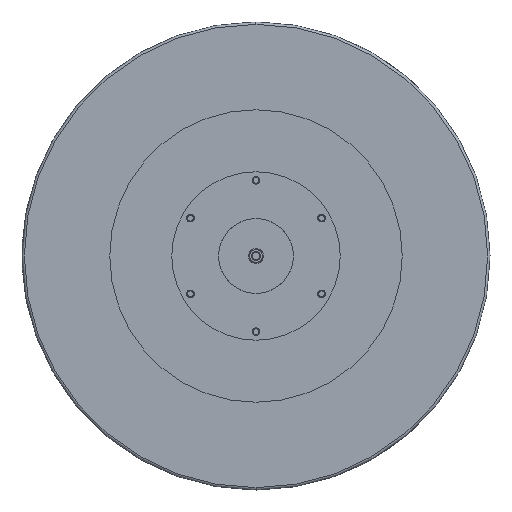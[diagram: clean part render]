
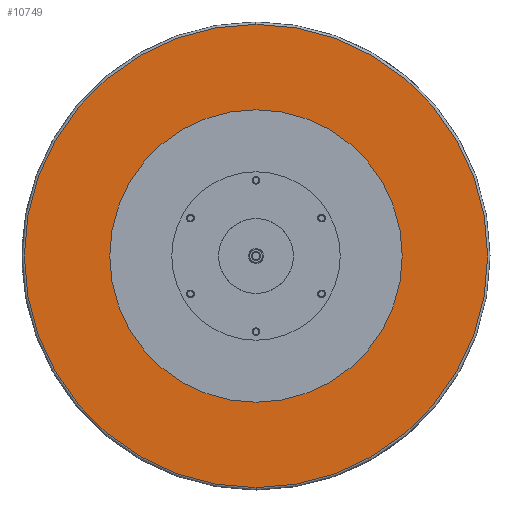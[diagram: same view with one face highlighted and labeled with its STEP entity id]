
A CAD part, left-side view. The second image highlights one B-rep face of the part: STEP entity #10749.
In plain terms, the highlighted planar face has unit normal (-1, 0, 0).
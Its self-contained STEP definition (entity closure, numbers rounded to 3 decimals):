
#1495 = DIRECTION ( 'NONE',  ( 0., 0., -1. ) ) ;
#1542 = DIRECTION ( 'NONE',  ( 1., 0., 0. ) ) ;
#1549 = CARTESIAN_POINT ( 'NONE',  ( -239., 0., 0. ) ) ;
#2260 = ORIENTED_EDGE ( 'NONE', *, *, #5602, .F. ) ;
#2445 = ORIENTED_EDGE ( 'NONE', *, *, #12567, .F. ) ;
#4579 = AXIS2_PLACEMENT_3D ( 'NONE', #5773, #24884, #6442 ) ;
#5602 = EDGE_CURVE ( 'NONE', #24401, #21213, #17383, .T. ) ;
#5773 = CARTESIAN_POINT ( 'NONE',  ( -239., 0., 0. ) ) ;
#6182 = EDGE_CURVE ( 'NONE', #21228, #23524, #10440, .T. ) ;
#6442 = DIRECTION ( 'NONE',  ( 0., 0., -1. ) ) ;
#8578 = CARTESIAN_POINT ( 'NONE',  ( -239., 0., -990. ) ) ;
#8750 = CIRCLE ( 'NONE', #4579, 990. ) ;
#10363 = FACE_BOUND ( 'NONE', #23526, .T. ) ;
#10440 = CIRCLE ( 'NONE', #11823, 625. ) ;
#10514 = EDGE_CURVE ( 'NONE', #23524, #21228, #24135, .T. ) ;
#10725 = ORIENTED_EDGE ( 'NONE', *, *, #10514, .T. ) ;
#10749 = ADVANCED_FACE ( 'NONE', ( #10363, #24418 ), #16125, .T. ) ;
#11522 = ORIENTED_EDGE ( 'NONE', *, *, #6182, .T. ) ;
#11594 = DIRECTION ( 'NONE',  ( 0., 0., -1. ) ) ;
#11823 = AXIS2_PLACEMENT_3D ( 'NONE', #11990, #12318, #11594 ) ;
#11990 = CARTESIAN_POINT ( 'NONE',  ( -239., 0., 0. ) ) ;
#12318 = DIRECTION ( 'NONE',  ( 1., 0., 0. ) ) ;
#12567 = EDGE_CURVE ( 'NONE', #21213, #24401, #8750, .T. ) ;
#15325 = AXIS2_PLACEMENT_3D ( 'NONE', #23855, #23836, #23827 ) ;
#15800 = DIRECTION ( 'NONE',  ( 0., 0., 1. ) ) ;
#16056 = DIRECTION ( 'NONE',  ( -1., 0., 0. ) ) ;
#16125 = PLANE ( 'NONE',  #17541 ) ;
#16631 = CARTESIAN_POINT ( 'NONE',  ( -239., 0., 0. ) ) ;
#17383 = CIRCLE ( 'NONE', #15325, 990. ) ;
#17541 = AXIS2_PLACEMENT_3D ( 'NONE', #16631, #16056, #15800 ) ;
#20569 = AXIS2_PLACEMENT_3D ( 'NONE', #1549, #1542, #1495 ) ;
#21213 = VERTEX_POINT ( 'NONE', #22179 ) ;
#21228 = VERTEX_POINT ( 'NONE', #21978 ) ;
#21978 = CARTESIAN_POINT ( 'NONE',  ( -239., 0., 625. ) ) ;
#22179 = CARTESIAN_POINT ( 'NONE',  ( -239., 0., 990. ) ) ;
#23524 = VERTEX_POINT ( 'NONE', #24269 ) ;
#23526 = EDGE_LOOP ( 'NONE', ( #10725, #11522 ) ) ;
#23827 = DIRECTION ( 'NONE',  ( 0., 0., -1. ) ) ;
#23836 = DIRECTION ( 'NONE',  ( 1., 0., 0. ) ) ;
#23855 = CARTESIAN_POINT ( 'NONE',  ( -239., 0., 0. ) ) ;
#24128 = EDGE_LOOP ( 'NONE', ( #2260, #2445 ) ) ;
#24135 = CIRCLE ( 'NONE', #20569, 625. ) ;
#24269 = CARTESIAN_POINT ( 'NONE',  ( -239., 0., -625. ) ) ;
#24401 = VERTEX_POINT ( 'NONE', #8578 ) ;
#24418 = FACE_OUTER_BOUND ( 'NONE', #24128, .T. ) ;
#24884 = DIRECTION ( 'NONE',  ( 1., 0., 0. ) ) ;
